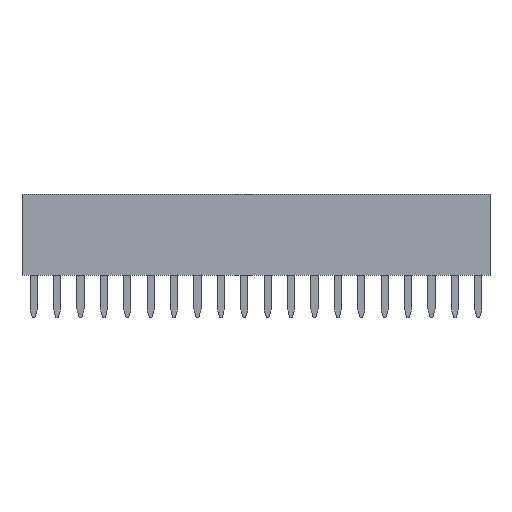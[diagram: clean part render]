
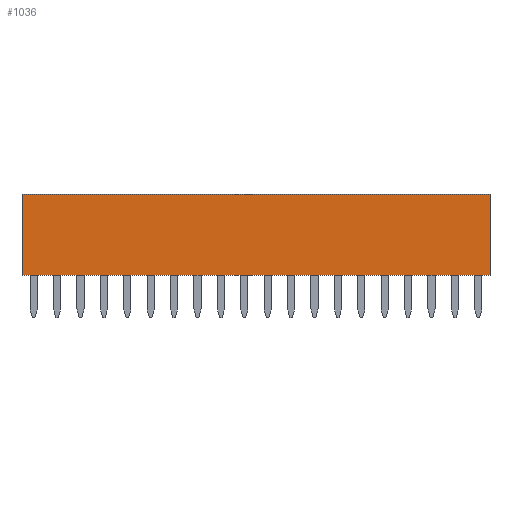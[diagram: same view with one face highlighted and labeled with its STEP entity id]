
A CAD part, front view. The second image highlights one B-rep face of the part: STEP entity #1036.
In plain terms, the highlighted planar face has unit normal (0, -1, 0).
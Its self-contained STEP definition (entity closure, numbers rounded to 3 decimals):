
#1036=ADVANCED_FACE('',(#12152),#12154,.T.);
#12152=FACE_BOUND('',#12153,.T.);
#12153=EDGE_LOOP('',(#20929,#20930,#20931,#20932));
#12154=PLANE('',#12155);
#12155=AXIS2_PLACEMENT_3D('',#12156,#12157,#12158);
#12156=CARTESIAN_POINT('',(-0.635,-0.9,0.));
#12157=DIRECTION('',(0.,-1.,0.));
#12158=DIRECTION('',(1.,0.,0.));
#20929=ORIENTED_EDGE('',*,*,#27116,.T.);
#20930=ORIENTED_EDGE('',*,*,#27282,.T.);
#20931=ORIENTED_EDGE('',*,*,#27283,.F.);
#20932=ORIENTED_EDGE('',*,*,#27121,.F.);
#27116=EDGE_CURVE('',#30589,#30587,#30590,.T.);
#27121=EDGE_CURVE('',#30589,#30597,#30598,.T.);
#27282=EDGE_CURVE('',#30587,#30840,#30842,.T.);
#27283=EDGE_CURVE('',#30597,#30840,#30843,.T.);
#30587=VERTEX_POINT('',#36335);
#30589=VERTEX_POINT('',#36339);
#30590=LINE('',#36340,#36341);
#30597=VERTEX_POINT('',#36357);
#30598=LINE('',#36358,#36359);
#30840=VERTEX_POINT('',#36920);
#30842=LINE('',#36924,#36925);
#30843=LINE('',#36927,#36928);
#36335=CARTESIAN_POINT('',(24.765,-0.9,0.));
#36339=CARTESIAN_POINT('',(-0.635,-0.9,0.));
#36340=CARTESIAN_POINT('',(-0.635,-0.9,0.));
#36341=VECTOR('',#36342,1.);
#36342=DIRECTION('',(1.,0.,0.));
#36357=CARTESIAN_POINT('',(-0.635,-0.9,4.4));
#36358=CARTESIAN_POINT('',(-0.635,-0.9,0.));
#36359=VECTOR('',#36360,1.);
#36360=DIRECTION('',(0.,0.,1.));
#36920=CARTESIAN_POINT('',(24.765,-0.9,4.4));
#36924=CARTESIAN_POINT('',(24.765,-0.9,0.));
#36925=VECTOR('',#36926,1.);
#36926=DIRECTION('',(0.,0.,1.));
#36927=CARTESIAN_POINT('',(-0.635,-0.9,4.4));
#36928=VECTOR('',#36929,1.);
#36929=DIRECTION('',(1.,0.,0.));
